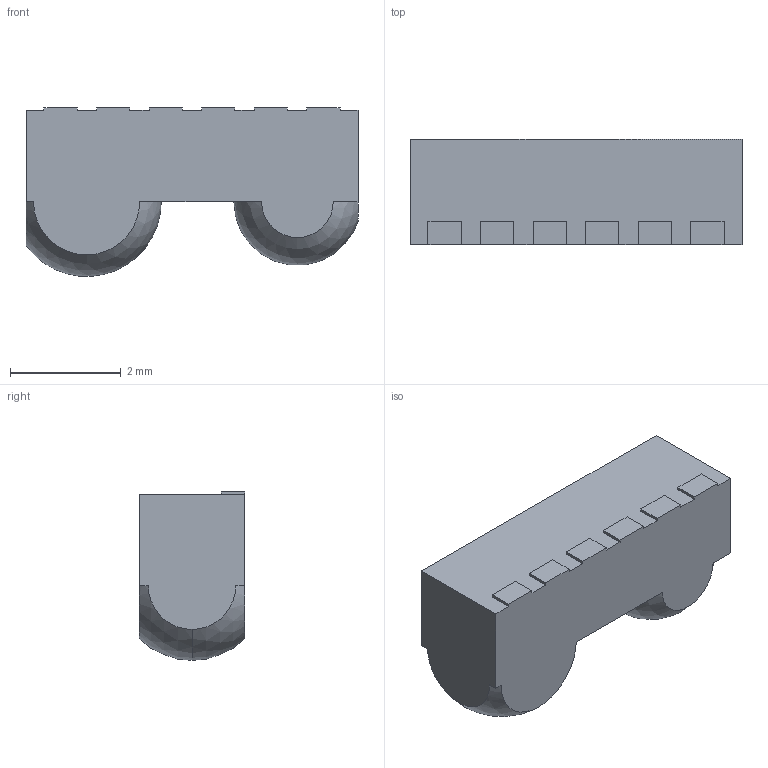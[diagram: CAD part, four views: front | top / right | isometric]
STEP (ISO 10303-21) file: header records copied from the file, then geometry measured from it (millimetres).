
FILE_DESCRIPTION (( 'STEP AP214' ), '1' );
FILE_NAME ('TFBS6711.STEP', '2012-05-30T13:10:43', ( 'Master' ), ( '' ), 'SwSTEP 2.0', 'SolidWorks 2010', '' );
FILE_SCHEMA (( 'AUTOMOTIVE_DESIGN' ));
Length unit declared in the file: millimetre
Products named in the file (1): TFBS6711
Bounding box: 6 x 1.9 x 3.05 mm (x, y, z)
Volume: 26.3 mm3; surface area: 60.3 mm2
Topology: 1 solids, 1 shells, 37 faces, 105 edges, 70 vertices
Faces by surface type: plane 34, sphere 3
Entity records: 1492 total; most frequent: CARTESIAN_POINT 213, ORIENTED_EDGE 210, DIRECTION 196, EDGE_CURVE 105, LINE 90, VECTOR 90, VERTEX_POINT 70, AXIS2_PLACEMENT_3D 53
